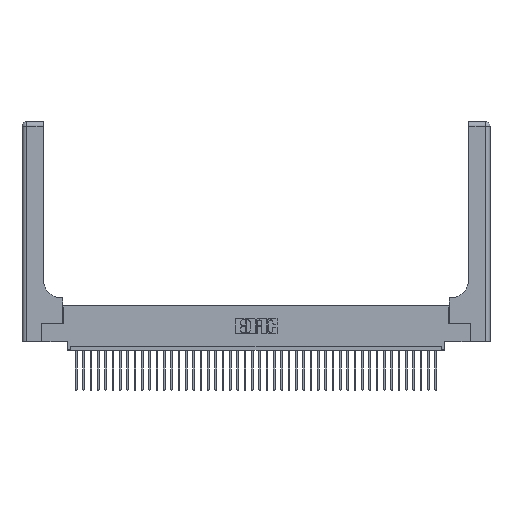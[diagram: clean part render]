
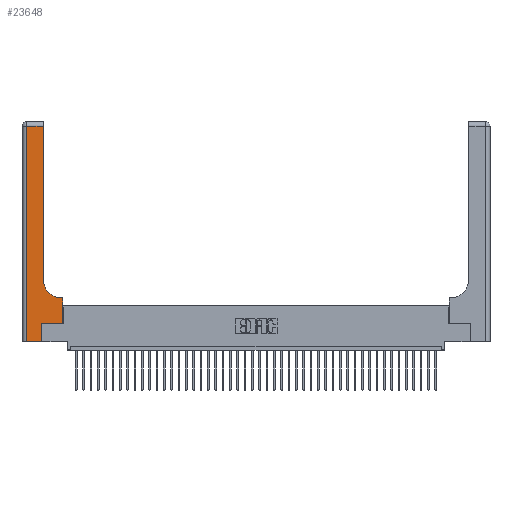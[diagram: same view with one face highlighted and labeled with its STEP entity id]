
A CAD part, top view. The second image highlights one B-rep face of the part: STEP entity #23648.
In plain terms, the highlighted planar face has unit normal (0, 0, 1).
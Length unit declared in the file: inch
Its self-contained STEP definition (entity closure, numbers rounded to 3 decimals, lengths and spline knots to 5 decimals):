
#22 = VERTEX_POINT ( 'NONE', #15538 ) ;
#243 = CIRCLE ( 'NONE', #31298, 0.25 ) ;
#1688 = VECTOR ( 'NONE', #39160, 39.37008 ) ;
#2747 = VERTEX_POINT ( 'NONE', #35802 ) ;
#3164 = DIRECTION ( 'NONE',  ( -1., 0., 0. ) ) ;
#4218 = DIRECTION ( 'NONE',  ( 1., 0., 0. ) ) ;
#5340 = ORIENTED_EDGE ( 'NONE', *, *, #31235, .T. ) ;
#6012 = EDGE_CURVE ( 'NONE', #28501, #9813, #6741, .T. ) ;
#6290 = AXIS2_PLACEMENT_3D ( 'NONE', #7175, #20284, #29702 ) ;
#6451 = DIRECTION ( 'NONE',  ( 0., 1., 0. ) ) ;
#6692 = ORIENTED_EDGE ( 'NONE', *, *, #21026, .T. ) ;
#6741 = LINE ( 'NONE', #37647, #37646 ) ;
#7175 = CARTESIAN_POINT ( 'NONE',  ( 0., 3., 0.37 ) ) ;
#7357 = ORIENTED_EDGE ( 'NONE', *, *, #33162, .T. ) ;
#7590 = EDGE_LOOP ( 'NONE', ( #16308, #31210, #6692, #20068, #28347, #22205, #26460, #7357, #5340 ) ) ;
#7804 = EDGE_CURVE ( 'NONE', #41222, #13008, #34495, .T. ) ;
#9813 = VERTEX_POINT ( 'NONE', #27134 ) ;
#10236 = EDGE_CURVE ( 'NONE', #13008, #10279, #14025, .T. ) ;
#10279 = VERTEX_POINT ( 'NONE', #16246 ) ;
#10480 = DIRECTION ( 'NONE',  ( 1., 0., 0. ) ) ;
#10577 = VECTOR ( 'NONE', #10480, 39.37008 ) ;
#10665 = EDGE_CURVE ( 'NONE', #24111, #2747, #39191, .T. ) ;
#10733 = FACE_OUTER_BOUND ( 'NONE', #7590, .T. ) ;
#12609 = VERTEX_POINT ( 'NONE', #41397 ) ;
#13008 = VERTEX_POINT ( 'NONE', #40825 ) ;
#14025 = LINE ( 'NONE', #32330, #18071 ) ;
#14441 = CARTESIAN_POINT ( 'NONE',  ( 0.5415, 0.85, 0.37 ) ) ;
#15538 = CARTESIAN_POINT ( 'NONE',  ( 0.269, 0.25, 0.37 ) ) ;
#16246 = CARTESIAN_POINT ( 'NONE',  ( 0.06, 2.94, 0.37 ) ) ;
#16308 = ORIENTED_EDGE ( 'NONE', *, *, #7804, .T. ) ;
#16984 = CARTESIAN_POINT ( 'NONE',  ( 0.2915, 3., 0.37 ) ) ;
#17291 = LINE ( 'NONE', #29494, #1688 ) ;
#17385 = CARTESIAN_POINT ( 'NONE',  ( 0.5585, 0.25, 0.37 ) ) ;
#17495 = CARTESIAN_POINT ( 'NONE',  ( 0.2915, 0.85, 0.37 ) ) ;
#18071 = VECTOR ( 'NONE', #3164, 39.37008 ) ;
#18727 = EDGE_CURVE ( 'NONE', #22, #28501, #33237, .T. ) ;
#18822 = CARTESIAN_POINT ( 'NONE',  ( 0., 0., 0.37 ) ) ;
#20068 = ORIENTED_EDGE ( 'NONE', *, *, #10665, .T. ) ;
#20284 = DIRECTION ( 'NONE',  ( 0., 0., -1. ) ) ;
#21026 = EDGE_CURVE ( 'NONE', #10279, #24111, #37160, .T. ) ;
#22205 = ORIENTED_EDGE ( 'NONE', *, *, #18727, .T. ) ;
#22994 = VECTOR ( 'NONE', #25365, 39.37008 ) ;
#23111 = CARTESIAN_POINT ( 'NONE',  ( 0.269, 0.25, 0.37 ) ) ;
#23648 = ADVANCED_FACE ( 'NONE', ( #10733 ), #36399, .F. ) ;
#23793 = DIRECTION ( 'NONE',  ( 0., 1., 0. ) ) ;
#24111 = VERTEX_POINT ( 'NONE', #38601 ) ;
#25365 = DIRECTION ( 'NONE',  ( 1., 0., 0. ) ) ;
#25777 = CARTESIAN_POINT ( 'NONE',  ( 0.06, 3., 0.37 ) ) ;
#26460 = ORIENTED_EDGE ( 'NONE', *, *, #6012, .T. ) ;
#26833 = EDGE_CURVE ( 'NONE', #2747, #22, #38905, .T. ) ;
#27134 = CARTESIAN_POINT ( 'NONE',  ( 0.5585, 0.6, 0.37 ) ) ;
#28347 = ORIENTED_EDGE ( 'NONE', *, *, #26833, .T. ) ;
#28501 = VERTEX_POINT ( 'NONE', #17385 ) ;
#28556 = VECTOR ( 'NONE', #32630, 39.37008 ) ;
#29494 = CARTESIAN_POINT ( 'NONE',  ( 0.2915, 0.6, 0.37 ) ) ;
#29702 = DIRECTION ( 'NONE',  ( -1., 0., 0. ) ) ;
#31210 = ORIENTED_EDGE ( 'NONE', *, *, #10236, .T. ) ;
#31235 = EDGE_CURVE ( 'NONE', #12609, #41222, #243, .T. ) ;
#31298 = AXIS2_PLACEMENT_3D ( 'NONE', #14441, #39684, #4218 ) ;
#32285 = VECTOR ( 'NONE', #39986, 39.37008 ) ;
#32330 = CARTESIAN_POINT ( 'NONE',  ( 0., 2.94, 0.37 ) ) ;
#32630 = DIRECTION ( 'NONE',  ( 0., -1., 0. ) ) ;
#33162 = EDGE_CURVE ( 'NONE', #9813, #12609, #17291, .T. ) ;
#33237 = LINE ( 'NONE', #23111, #10577 ) ;
#34495 = LINE ( 'NONE', #16984, #35445 ) ;
#35445 = VECTOR ( 'NONE', #23793, 39.37008 ) ;
#35802 = CARTESIAN_POINT ( 'NONE',  ( 0.269, 0., 0.37 ) ) ;
#36399 = PLANE ( 'NONE',  #6290 ) ;
#37160 = LINE ( 'NONE', #25777, #28556 ) ;
#37646 = VECTOR ( 'NONE', #6451, 39.37008 ) ;
#37647 = CARTESIAN_POINT ( 'NONE',  ( 0.5585, 0.25, 0.37 ) ) ;
#38601 = CARTESIAN_POINT ( 'NONE',  ( 0.06, 0., 0.37 ) ) ;
#38905 = LINE ( 'NONE', #39538, #32285 ) ;
#39160 = DIRECTION ( 'NONE',  ( -1., 0., 0. ) ) ;
#39191 = LINE ( 'NONE', #18822, #22994 ) ;
#39538 = CARTESIAN_POINT ( 'NONE',  ( 0.269, 0., 0.37 ) ) ;
#39684 = DIRECTION ( 'NONE',  ( 0., 0., -1. ) ) ;
#39986 = DIRECTION ( 'NONE',  ( 0., 1., 0. ) ) ;
#40825 = CARTESIAN_POINT ( 'NONE',  ( 0.2915, 2.94, 0.37 ) ) ;
#41222 = VERTEX_POINT ( 'NONE', #17495 ) ;
#41397 = CARTESIAN_POINT ( 'NONE',  ( 0.5415, 0.6, 0.37 ) ) ;
